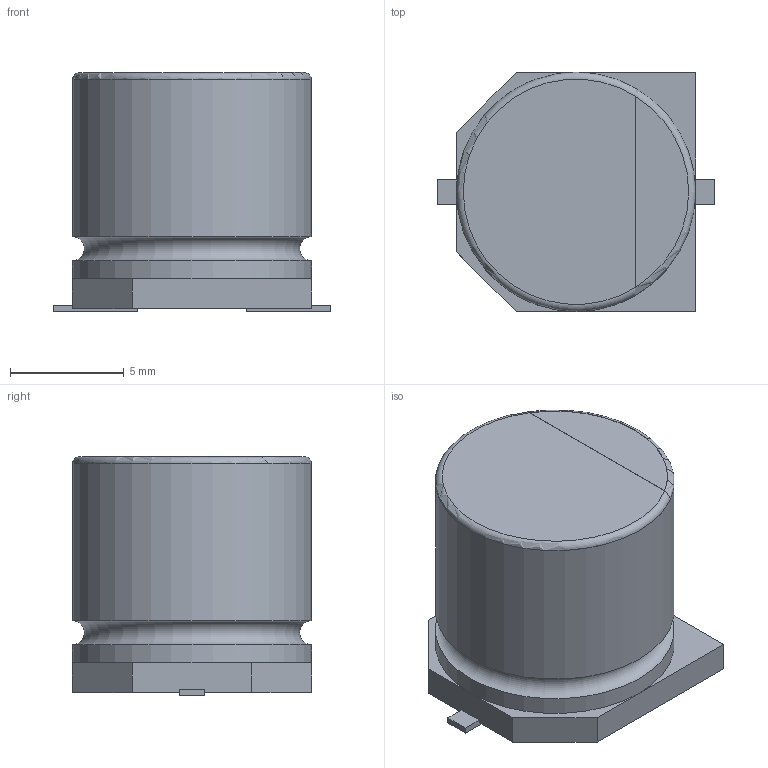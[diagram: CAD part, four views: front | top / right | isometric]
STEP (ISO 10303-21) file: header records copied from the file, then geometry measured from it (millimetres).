
FILE_DESCRIPTION(/* description */ (''),/* implementation_level */ '2;1');
FILE_NAME(/* name */ 'UUX1A471MNL6GS.step',/* time_stamp */ '2025-07-17T23:26:42-03:00',/* author */ (''),/* organization */ (''),/* preprocessor_version */ 'ST-DEVELOPER v20.1',/* originating_system */ 'Autodesk Translation Framework v14.10.0.0',/* authorisation */ '');
FILE_SCHEMA (('AUTOMOTIVE_DESIGN { 1 0 10303 214 3 1 1 }'));
Length unit declared in the file: millimetre
Products named in the file (3): (Unsaved); CAPAE1030X1050N; 16180019.f3d 
Assembly tree (2 placements, depth 3):
  (Unsaved)
    CAPAE1030X1050N
      16180019.f3d 
Bounding box: 12.2 x 10.5 x 10.51 mm (x, y, z)
Volume: 906.5 mm3; surface area: 575.4 mm2
Topology: 1 solids, 1 shells, 31 faces, 77 edges, 48 vertices
Faces by surface type: plane 26, cylinder 3, torus 2
Full cylindrical faces by diameter (mm): 10.5 x2
Entity records: 1021 total; most frequent: DIRECTION 162, CARTESIAN_POINT 161, ORIENTED_EDGE 154, EDGE_CURVE 77, LINE 64, VECTOR 64, AXIS2_PLACEMENT_3D 49, VERTEX_POINT 48
